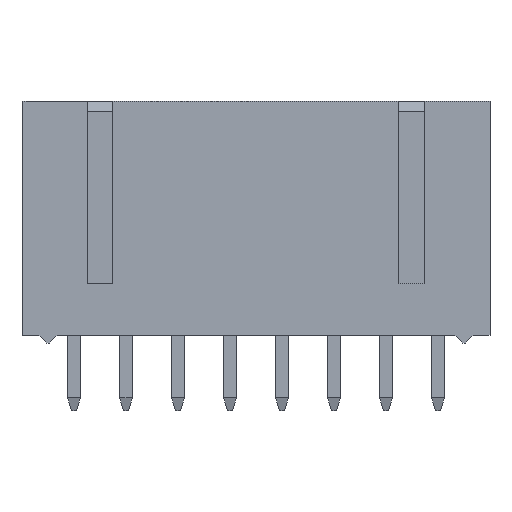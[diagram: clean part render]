
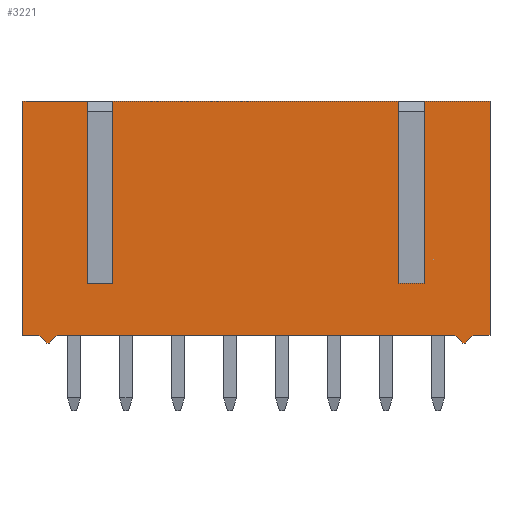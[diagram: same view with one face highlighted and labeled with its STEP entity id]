
A CAD part, front view. The second image highlights one B-rep face of the part: STEP entity #3221.
In plain terms, the highlighted planar face has unit normal (0, -1, 0).
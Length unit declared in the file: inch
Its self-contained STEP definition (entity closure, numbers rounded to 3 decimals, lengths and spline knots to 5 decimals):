
#5=DIRECTION('',(0.,0.,-1.));
#6=VECTOR('',#5,0.45);
#7=CARTESIAN_POINT('',(-0.45,-0.1,0.15));
#8=LINE('',#7,#6);
#493=DIRECTION('',(1.,0.,0.));
#494=VECTOR('',#493,0.0325);
#495=CARTESIAN_POINT('',(-0.45,-0.1,-0.3));
#496=LINE('',#495,#494);
#501=DIRECTION('',(1.,0.,0.));
#502=VECTOR('',#501,0.765);
#503=CARTESIAN_POINT('',(-0.3825,-0.1,-0.3));
#504=LINE('',#503,#502);
#513=DIRECTION('',(1.,0.,0.));
#514=VECTOR('',#513,0.0325);
#515=CARTESIAN_POINT('',(0.4175,-0.1,-0.3));
#516=LINE('',#515,#514);
#649=DIRECTION('',(-1.,0.,0.));
#650=VECTOR('',#649,0.05);
#651=CARTESIAN_POINT('',(-0.275,-0.1,-0.2));
#652=LINE('',#651,#650);
#653=DIRECTION('',(0.,0.,-1.));
#654=VECTOR('',#653,0.35);
#655=CARTESIAN_POINT('',(-0.275,-0.1,0.15));
#656=LINE('',#655,#654);
#657=DIRECTION('',(1.,0.,0.));
#658=VECTOR('',#657,0.55);
#659=CARTESIAN_POINT('',(-0.275,-0.1,0.15));
#660=LINE('',#659,#658);
#661=DIRECTION('',(0.,0.,-1.));
#662=VECTOR('',#661,0.35);
#663=CARTESIAN_POINT('',(0.275,-0.1,0.15));
#664=LINE('',#663,#662);
#665=DIRECTION('',(1.,0.,0.));
#666=VECTOR('',#665,0.05);
#667=CARTESIAN_POINT('',(0.275,-0.1,-0.2));
#668=LINE('',#667,#666);
#669=DIRECTION('',(0.,0.,-1.));
#670=VECTOR('',#669,0.35);
#671=CARTESIAN_POINT('',(0.325,-0.1,0.15));
#672=LINE('',#671,#670);
#673=DIRECTION('',(1.,0.,0.));
#674=VECTOR('',#673,0.125);
#675=CARTESIAN_POINT('',(0.325,-0.1,0.15));
#676=LINE('',#675,#674);
#677=DIRECTION('',(-0.707,0.,-0.707));
#678=VECTOR('',#677,0.02121);
#679=CARTESIAN_POINT('',(0.4175,-0.1,-0.3));
#680=LINE('',#679,#678);
#681=DIRECTION('',(-1.,0.,0.));
#682=VECTOR('',#681,0.005);
#683=CARTESIAN_POINT('',(0.4025,-0.1,-0.315));
#684=LINE('',#683,#682);
#685=DIRECTION('',(-0.707,0.,0.707));
#686=VECTOR('',#685,0.02121);
#687=CARTESIAN_POINT('',(0.3975,-0.1,-0.315));
#688=LINE('',#687,#686);
#689=DIRECTION('',(-0.707,0.,-0.707));
#690=VECTOR('',#689,0.02121);
#691=CARTESIAN_POINT('',(-0.3825,-0.1,-0.3));
#692=LINE('',#691,#690);
#693=DIRECTION('',(-1.,0.,0.));
#694=VECTOR('',#693,0.005);
#695=CARTESIAN_POINT('',(-0.3975,-0.1,-0.315));
#696=LINE('',#695,#694);
#697=DIRECTION('',(-0.707,0.,0.707));
#698=VECTOR('',#697,0.02121);
#699=CARTESIAN_POINT('',(-0.4025,-0.1,-0.315));
#700=LINE('',#699,#698);
#701=DIRECTION('',(1.,0.,0.));
#702=VECTOR('',#701,0.125);
#703=CARTESIAN_POINT('',(-0.45,-0.1,0.15));
#704=LINE('',#703,#702);
#705=DIRECTION('',(0.,0.,-1.));
#706=VECTOR('',#705,0.35);
#707=CARTESIAN_POINT('',(-0.325,-0.1,0.15));
#708=LINE('',#707,#706);
#1001=DIRECTION('',(0.,0.,-1.));
#1002=VECTOR('',#1001,0.45);
#1003=CARTESIAN_POINT('',(0.45,-0.1,0.15));
#1004=LINE('',#1003,#1002);
#1929=CARTESIAN_POINT('',(-0.45,-0.1,0.15));
#1930=CARTESIAN_POINT('',(-0.45,-0.1,-0.3));
#1931=VERTEX_POINT('',#1929);
#1932=VERTEX_POINT('',#1930);
#1935=CARTESIAN_POINT('',(0.45,-0.1,0.15));
#1936=CARTESIAN_POINT('',(0.45,-0.1,-0.3));
#1937=VERTEX_POINT('',#1935);
#1938=VERTEX_POINT('',#1936);
#2013=CARTESIAN_POINT('',(-0.3975,-0.1,-0.315));
#2014=CARTESIAN_POINT('',(-0.4025,-0.1,-0.315));
#2015=VERTEX_POINT('',#2013);
#2016=VERTEX_POINT('',#2014);
#2017=CARTESIAN_POINT('',(0.4025,-0.1,-0.315));
#2018=CARTESIAN_POINT('',(0.3975,-0.1,-0.315));
#2019=VERTEX_POINT('',#2017);
#2020=VERTEX_POINT('',#2018);
#2021=CARTESIAN_POINT('',(-0.4175,-0.1,-0.3));
#2023=VERTEX_POINT('',#2021);
#2025=CARTESIAN_POINT('',(-0.3825,-0.1,-0.3));
#2027=VERTEX_POINT('',#2025);
#2029=CARTESIAN_POINT('',(0.3825,-0.1,-0.3));
#2031=VERTEX_POINT('',#2029);
#2033=CARTESIAN_POINT('',(0.4175,-0.1,-0.3));
#2035=VERTEX_POINT('',#2033);
#2113=CARTESIAN_POINT('',(0.275,-0.1,-0.2));
#2114=CARTESIAN_POINT('',(0.325,-0.1,-0.2));
#2115=VERTEX_POINT('',#2113);
#2116=VERTEX_POINT('',#2114);
#2117=CARTESIAN_POINT('',(0.275,-0.1,0.15));
#2118=VERTEX_POINT('',#2117);
#2119=CARTESIAN_POINT('',(0.325,-0.1,0.15));
#2120=VERTEX_POINT('',#2119);
#2146=CARTESIAN_POINT('',(-0.275,-0.1,-0.2));
#2148=VERTEX_POINT('',#2146);
#2149=CARTESIAN_POINT('',(-0.325,-0.1,-0.2));
#2151=VERTEX_POINT('',#2149);
#2153=CARTESIAN_POINT('',(-0.275,-0.1,0.15));
#2154=VERTEX_POINT('',#2153);
#2155=CARTESIAN_POINT('',(-0.325,-0.1,0.15));
#2156=VERTEX_POINT('',#2155);
#3185=CARTESIAN_POINT('',(-0.45,-0.1,0.15));
#3186=DIRECTION('',(0.,-1.,0.));
#3187=DIRECTION('',(0.,0.,-1.));
#3188=AXIS2_PLACEMENT_3D('',#3185,#3186,#3187);
#3189=PLANE('',#3188);
#3190=ORIENTED_EDGE('',*,*,#2701,.F.);
#3191=ORIENTED_EDGE('',*,*,#2688,.F.);
#3192=ORIENTED_EDGE('',*,*,#2620,.T.);
#3194=ORIENTED_EDGE('',*,*,#3193,.T.);
#3195=ORIENTED_EDGE('',*,*,#2724,.T.);
#3197=ORIENTED_EDGE('',*,*,#3196,.F.);
#3198=ORIENTED_EDGE('',*,*,#2636,.T.);
#3200=ORIENTED_EDGE('',*,*,#3199,.T.);
#3201=ORIENTED_EDGE('',*,*,#3163,.F.);
#3203=ORIENTED_EDGE('',*,*,#3202,.T.);
#3205=ORIENTED_EDGE('',*,*,#3204,.T.);
#3207=ORIENTED_EDGE('',*,*,#3206,.T.);
#3208=ORIENTED_EDGE('',*,*,#3072,.F.);
#3210=ORIENTED_EDGE('',*,*,#3209,.T.);
#3212=ORIENTED_EDGE('',*,*,#3211,.T.);
#3213=ORIENTED_EDGE('',*,*,#3177,.T.);
#3214=ORIENTED_EDGE('',*,*,#3060,.F.);
#3215=ORIENTED_EDGE('',*,*,#2530,.F.);
#3216=ORIENTED_EDGE('',*,*,#2660,.T.);
#3218=ORIENTED_EDGE('',*,*,#3217,.T.);
#3219=EDGE_LOOP('',(#3190,#3191,#3192,#3194,#3195,#3197,#3198,#3200,#3201,#3203,
#3205,#3207,#3208,#3210,#3212,#3213,#3214,#3215,#3216,#3218));
#3220=FACE_OUTER_BOUND('',#3219,.F.);
#3221=ADVANCED_FACE('',(#3220),#3189,.T.);
#2530=EDGE_CURVE('',#1931,#1932,#8,.T.);
#2620=EDGE_CURVE('',#2154,#2118,#660,.T.);
#2636=EDGE_CURVE('',#2120,#1937,#676,.T.);
#2660=EDGE_CURVE('',#1931,#2156,#704,.T.);
#2688=EDGE_CURVE('',#2154,#2148,#656,.T.);
#2701=EDGE_CURVE('',#2148,#2151,#652,.T.);
#2724=EDGE_CURVE('',#2115,#2116,#668,.T.);
#3060=EDGE_CURVE('',#1932,#2023,#496,.T.);
#3072=EDGE_CURVE('',#2027,#2031,#504,.T.);
#3163=EDGE_CURVE('',#2035,#1938,#516,.T.);
#3177=EDGE_CURVE('',#2016,#2023,#700,.T.);
#3193=EDGE_CURVE('',#2118,#2115,#664,.T.);
#3196=EDGE_CURVE('',#2120,#2116,#672,.T.);
#3199=EDGE_CURVE('',#1937,#1938,#1004,.T.);
#3202=EDGE_CURVE('',#2035,#2019,#680,.T.);
#3204=EDGE_CURVE('',#2019,#2020,#684,.T.);
#3206=EDGE_CURVE('',#2020,#2031,#688,.T.);
#3209=EDGE_CURVE('',#2027,#2015,#692,.T.);
#3211=EDGE_CURVE('',#2015,#2016,#696,.T.);
#3217=EDGE_CURVE('',#2156,#2151,#708,.T.);
